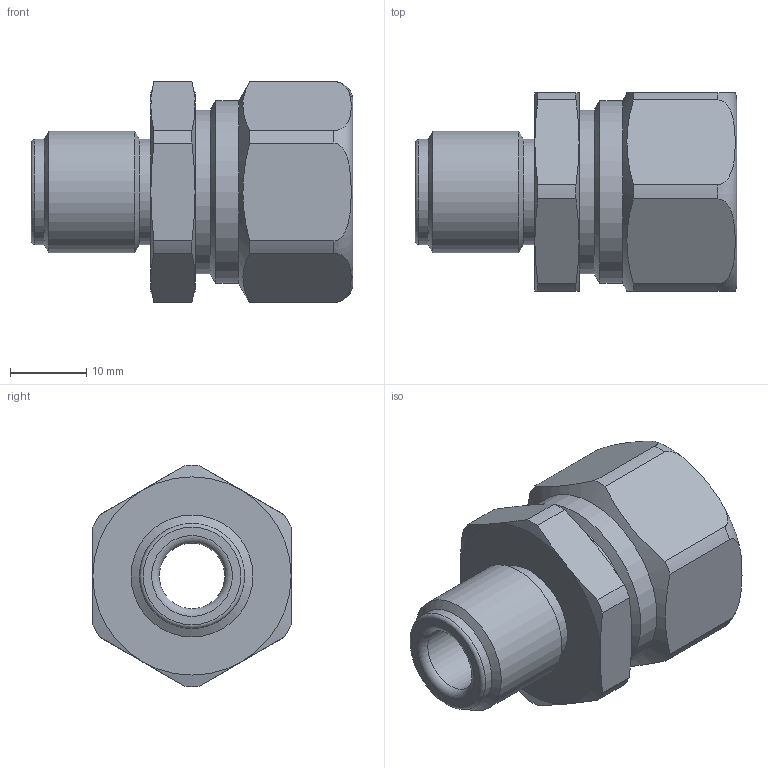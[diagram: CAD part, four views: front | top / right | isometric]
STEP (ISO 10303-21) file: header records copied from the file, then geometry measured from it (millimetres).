
FILE_DESCRIPTION( ( 'STEP AP203' ), '1' );
FILE_NAME( 'FLEXA EG-M 0608.000.016.stp', '2020-03-11T09:11:42', ( '' ), ( '' ), ' ', 'PARTsolutions', ' ' );
FILE_SCHEMA( ( 'CONFIG_CONTROL_DESIGN' ) );
Length unit declared in the file: millimetre
Products named in the file (1): _FLEXA EG-M 0608.000.016
Bounding box: 42.2 x 26 x 29 mm (x, y, z)
Volume: 14760.4 mm3; surface area: 5518.8 mm2
Topology: 1 solids, 1 shells, 55 faces, 131 edges, 81 vertices
Faces by surface type: cylinder 19, plane 17, cone 16, torus 3
Full cylindrical faces by diameter (mm): 8.604 x1, 13.8 x2, 16 x1, 18 x1, 21.5 x1, 24 x1
Entity records: 1792 total; most frequent: CARTESIAN_POINT 582, DIRECTION 242, ORIENTED_EDGE 226, EDGE_CURVE 113, AXIS2_PLACEMENT_3D 109, VERTEX_POINT 77, EDGE_LOOP 74, FACE_OUTER_BOUND 65
